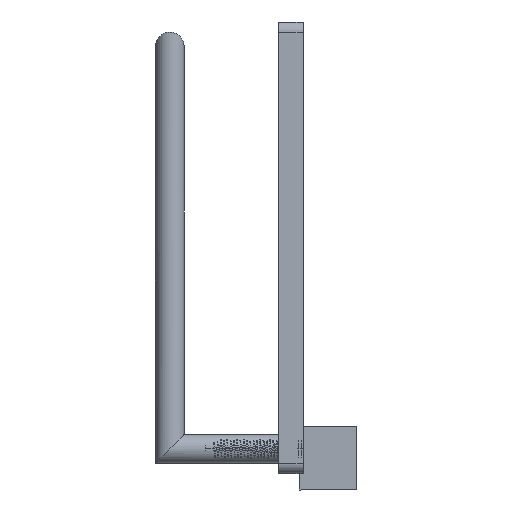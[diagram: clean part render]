
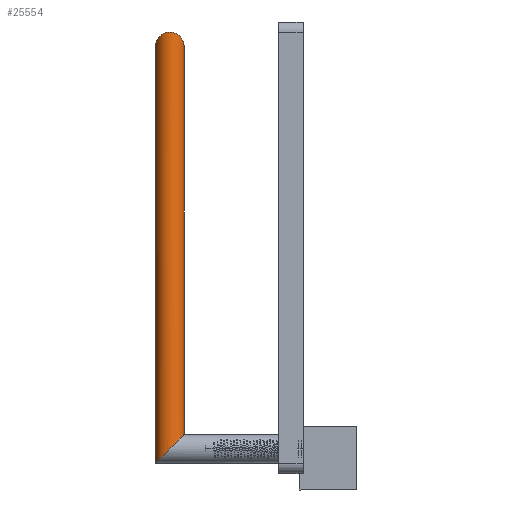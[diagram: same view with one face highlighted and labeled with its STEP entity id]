
A CAD part, left-side view. The second image highlights one B-rep face of the part: STEP entity #25554.
In plain terms, the highlighted cylindrical face has radius 3.505 mm (diameter 7.01 mm), a partial arc.
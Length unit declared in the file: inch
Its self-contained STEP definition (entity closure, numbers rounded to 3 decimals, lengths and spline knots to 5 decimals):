
#1924=DIRECTION('',(0.,0.,1.));
#1925=VECTOR('',#1924,3.721);
#1926=CARTESIAN_POINT('',(-4.714,1.43683,0.532));
#1927=LINE('',#1926,#1925);
#1954=CARTESIAN_POINT('',(-4.714,1.71283,0.256));
#1955=CARTESIAN_POINT('',(-4.71663,1.71283,0.256));
#1956=CARTESIAN_POINT('',(-4.72191,1.71267,
0.25615));
#1957=CARTESIAN_POINT('',(-4.72982,1.71199,
0.25683));
#1958=CARTESIAN_POINT('',(-4.73773,1.71085,
0.25798));
#1959=CARTESIAN_POINT('',(-4.74567,1.70923,
0.2596));
#1960=CARTESIAN_POINT('',(-4.75362,1.7071,
0.26172));
#1961=CARTESIAN_POINT('',(-4.76161,1.70445,
0.26438));
#1962=CARTESIAN_POINT('',(-4.7696,1.70123,
0.2676));
#1963=CARTESIAN_POINT('',(-4.77751,1.69745,
0.27138));
#1964=CARTESIAN_POINT('',(-4.78538,1.69305,
0.27577));
#1965=CARTESIAN_POINT('',(-4.79315,1.688,
0.28083));
#1966=CARTESIAN_POINT('',(-4.80077,1.68228,
0.28655));
#1967=CARTESIAN_POINT('',(-4.8082,1.67584,
0.29299));
#1968=CARTESIAN_POINT('',(-4.81537,1.66866,
0.30017));
#1969=CARTESIAN_POINT('',(-4.82217,1.66074,
0.30809));
#1970=CARTESIAN_POINT('',(-4.82854,1.65206,
0.31677));
#1971=CARTESIAN_POINT('',(-4.83435,1.64266,
0.32617));
#1972=CARTESIAN_POINT('',(-4.83951,1.63257,
0.33626));
#1973=CARTESIAN_POINT('',(-4.84392,1.62185,
0.34697));
#1974=CARTESIAN_POINT('',(-4.84746,1.6106,
0.35823));
#1975=CARTESIAN_POINT('',(-4.85006,1.59892,
0.36991));
#1976=CARTESIAN_POINT('',(-4.85164,1.58695,
0.38188));
#1977=CARTESIAN_POINT('',(-4.852,1.57888,
0.38995));
#1978=CARTESIAN_POINT('',(-4.852,1.57483,0.394));
#1980=DIRECTION('',(0.,0.,1.));
#1981=VECTOR('',#1980,3.997);
#1982=CARTESIAN_POINT('',(-4.714,1.71283,0.256));
#1983=LINE('',#1982,#1981);
#1984=CARTESIAN_POINT('',(-4.852,1.57483,0.394));
#1985=CARTESIAN_POINT('',(-4.852,1.57077,
0.39805));
#1986=CARTESIAN_POINT('',(-4.85164,1.56271,
0.40612));
#1987=CARTESIAN_POINT('',(-4.85006,1.55073,
0.41809));
#1988=CARTESIAN_POINT('',(-4.84746,1.53905,
0.42977));
#1989=CARTESIAN_POINT('',(-4.84392,1.5278,
0.44103));
#1990=CARTESIAN_POINT('',(-4.83951,1.51709,
0.45174));
#1991=CARTESIAN_POINT('',(-4.83435,1.50699,
0.46183));
#1992=CARTESIAN_POINT('',(-4.82854,1.49759,
0.47123));
#1993=CARTESIAN_POINT('',(-4.82217,1.48892,
0.47991));
#1994=CARTESIAN_POINT('',(-4.81537,1.48099,
0.48783));
#1995=CARTESIAN_POINT('',(-4.8082,1.47382,
0.49501));
#1996=CARTESIAN_POINT('',(-4.80077,1.46737,
0.50145));
#1997=CARTESIAN_POINT('',(-4.79315,1.46165,
0.50717));
#1998=CARTESIAN_POINT('',(-4.78538,1.4566,
0.51223));
#1999=CARTESIAN_POINT('',(-4.77751,1.4522,
0.51662));
#2000=CARTESIAN_POINT('',(-4.7696,1.44842,
0.5204));
#2001=CARTESIAN_POINT('',(-4.76161,1.4452,
0.52362));
#2002=CARTESIAN_POINT('',(-4.75362,1.44255,
0.52628));
#2003=CARTESIAN_POINT('',(-4.74567,1.44043,
0.5284));
#2004=CARTESIAN_POINT('',(-4.73773,1.4388,
0.53002));
#2005=CARTESIAN_POINT('',(-4.72982,1.43766,
0.53117));
#2006=CARTESIAN_POINT('',(-4.72191,1.43698,
0.53185));
#2007=CARTESIAN_POINT('',(-4.71663,1.43683,0.532));
#2008=CARTESIAN_POINT('',(-4.714,1.43683,0.532));
#2010=CARTESIAN_POINT('',(-4.714,1.71283,4.253));
#2011=CARTESIAN_POINT('',(-4.71814,1.71283,4.25714));
#2012=CARTESIAN_POINT('',(-4.72639,1.71245,4.26539));
#2013=CARTESIAN_POINT('',(-4.73861,1.7108,4.27761));
#2014=CARTESIAN_POINT('',(-4.75054,1.70809,4.28954));
#2015=CARTESIAN_POINT('',(-4.76199,1.70439,4.30099));
#2016=CARTESIAN_POINT('',(-4.77289,1.69981,4.31189));
#2017=CARTESIAN_POINT('',(-4.78312,1.69445,4.32212));
#2018=CARTESIAN_POINT('',(-4.79263,1.68842,4.33163));
#2019=CARTESIAN_POINT('',(-4.80136,1.68183,4.34036));
#2020=CARTESIAN_POINT('',(-4.80932,1.67479,4.34832));
#2021=CARTESIAN_POINT('',(-4.81649,1.66742,4.35549));
#2022=CARTESIAN_POINT('',(-4.82291,1.65976,4.36191));
#2023=CARTESIAN_POINT('',(-4.82858,1.65193,4.36758));
#2024=CARTESIAN_POINT('',(-4.83355,1.64397,4.37255));
#2025=CARTESIAN_POINT('',(-4.83786,1.6359,4.37686));
#2026=CARTESIAN_POINT('',(-4.84154,1.62778,4.38054));
#2027=CARTESIAN_POINT('',(-4.84462,1.61964,4.38362));
#2028=CARTESIAN_POINT('',(-4.84715,1.61143,4.38615));
#2029=CARTESIAN_POINT('',(-4.84913,1.60322,4.38813));
#2030=CARTESIAN_POINT('',(-4.85059,1.59505,4.38959));
#2031=CARTESIAN_POINT('',(-4.85155,1.58695,4.39055));
#2032=CARTESIAN_POINT('',(-4.85202,1.57886,4.39102));
#2033=CARTESIAN_POINT('',(-4.85202,1.5708,4.39102));
#2034=CARTESIAN_POINT('',(-4.85155,1.5627,4.39055));
#2035=CARTESIAN_POINT('',(-4.85059,1.55461,4.38959));
#2036=CARTESIAN_POINT('',(-4.84913,1.54643,4.38813));
#2037=CARTESIAN_POINT('',(-4.84715,1.53822,4.38615));
#2038=CARTESIAN_POINT('',(-4.84462,1.53001,4.38362));
#2039=CARTESIAN_POINT('',(-4.84154,1.52187,4.38054));
#2040=CARTESIAN_POINT('',(-4.83786,1.51375,4.37686));
#2041=CARTESIAN_POINT('',(-4.83355,1.50568,4.37255));
#2042=CARTESIAN_POINT('',(-4.82858,1.49772,4.36758));
#2043=CARTESIAN_POINT('',(-4.82291,1.48989,4.36191));
#2044=CARTESIAN_POINT('',(-4.81649,1.48223,4.35549));
#2045=CARTESIAN_POINT('',(-4.80932,1.47486,4.34832));
#2046=CARTESIAN_POINT('',(-4.80136,1.46782,4.34036));
#2047=CARTESIAN_POINT('',(-4.79263,1.46123,4.33163));
#2048=CARTESIAN_POINT('',(-4.78312,1.4552,4.32212));
#2049=CARTESIAN_POINT('',(-4.77289,1.44984,4.31189));
#2050=CARTESIAN_POINT('',(-4.76199,1.44526,4.30099));
#2051=CARTESIAN_POINT('',(-4.75054,1.44157,4.28954));
#2052=CARTESIAN_POINT('',(-4.73861,1.43885,4.27761));
#2053=CARTESIAN_POINT('',(-4.72639,1.4372,4.26539));
#2054=CARTESIAN_POINT('',(-4.71814,1.43683,4.25714));
#2055=CARTESIAN_POINT('',(-4.714,1.43683,4.253));
#22428=VERTEX_POINT('',#2010);
#22429=VERTEX_POINT('',#2055);
#22432=CARTESIAN_POINT('',(-4.714,1.71283,0.256));
#22433=VERTEX_POINT('',#22432);
#22434=CARTESIAN_POINT('',(-4.714,1.43683,0.532));
#22435=VERTEX_POINT('',#22434);
#22440=VERTEX_POINT('',#1978);
#25541=CARTESIAN_POINT('',(-4.714,1.57483,0.394));
#25542=DIRECTION('',(0.,0.,1.));
#25543=DIRECTION('',(0.,1.,0.));
#25544=AXIS2_PLACEMENT_3D('',#25541,#25542,#25543);
#25545=CYLINDRICAL_SURFACE('',#25544,0.138);
#25546=ORIENTED_EDGE('',*,*,#25501,.F.);
#25547=ORIENTED_EDGE('',*,*,#25535,.T.);
#25549=ORIENTED_EDGE('',*,*,#25548,.T.);
#25550=ORIENTED_EDGE('',*,*,#25531,.F.);
#25551=ORIENTED_EDGE('',*,*,#25503,.F.);
#25552=EDGE_LOOP('',(#25546,#25547,#25549,#25550,#25551));
#25553=FACE_OUTER_BOUND('',#25552,.F.);
#25554=ADVANCED_FACE('',(#25553),#25545,.T.);
#1979=B_SPLINE_CURVE_WITH_KNOTS('',3,(#1954,#1955,#1956,#1957,#1958,#1959,#1960,
#1961,#1962,#1963,#1964,#1965,#1966,#1967,#1968,#1969,#1970,#1971,#1972,#1973,
#1974,#1975,#1976,#1977,#1978),.UNSPECIFIED.,.F.,.F.,(4,1,1,1,1,1,1,1,1,1,1,1,1,
1,1,1,1,1,1,1,1,1,4),(0.,0.04545,0.09091,
0.13636,0.18182,0.22727,0.27273,
0.31818,0.36364,0.40909,0.45455,0.5,
0.54545,0.59091,0.63636,0.68182,
0.72727,0.77273,0.81818,0.86364,
0.90909,0.95455,1.),.UNSPECIFIED.);
#2009=B_SPLINE_CURVE_WITH_KNOTS('',3,(#1984,#1985,#1986,#1987,#1988,#1989,#1990,
#1991,#1992,#1993,#1994,#1995,#1996,#1997,#1998,#1999,#2000,#2001,#2002,#2003,
#2004,#2005,#2006,#2007,#2008),.UNSPECIFIED.,.F.,.F.,(4,1,1,1,1,1,1,1,1,1,1,1,1,
1,1,1,1,1,1,1,1,1,4),(0.,0.04545,0.09091,
0.13636,0.18182,0.22727,0.27273,
0.31818,0.36364,0.40909,0.45455,0.5,
0.54545,0.59091,0.63636,0.68182,
0.72727,0.77273,0.81818,0.86364,
0.90909,0.95455,1.),.UNSPECIFIED.);
#2056=B_SPLINE_CURVE_WITH_KNOTS('',3,(#2010,#2011,#2012,#2013,#2014,#2015,#2016,
#2017,#2018,#2019,#2020,#2021,#2022,#2023,#2024,#2025,#2026,#2027,#2028,#2029,
#2030,#2031,#2032,#2033,#2034,#2035,#2036,#2037,#2038,#2039,#2040,#2041,#2042,
#2043,#2044,#2045,#2046,#2047,#2048,#2049,#2050,#2051,#2052,#2053,#2054,#2055),
.UNSPECIFIED.,.F.,.F.,(4,1,1,1,1,1,1,1,1,1,1,1,1,1,1,1,1,1,1,1,1,1,1,1,1,1,1,1,
1,1,1,1,1,1,1,1,1,1,1,1,1,1,1,4),(0.,0.02326,0.04651,
0.06977,0.09302,0.11628,0.13953,
0.16279,0.18605,0.2093,0.23256,
0.25581,0.27907,0.30233,0.32558,
0.34884,0.37209,0.39535,0.4186,
0.44186,0.46512,0.48837,0.51163,
0.53488,0.55814,0.5814,0.60465,
0.62791,0.65116,0.67442,0.69767,
0.72093,0.74419,0.76744,0.7907,
0.81395,0.83721,0.86047,0.88372,
0.90698,0.93023,0.95349,0.97674,1.),
.UNSPECIFIED.);
#25501=EDGE_CURVE('',#22433,#22440,#1979,.T.);
#25503=EDGE_CURVE('',#22440,#22435,#2009,.T.);
#25531=EDGE_CURVE('',#22435,#22429,#1927,.T.);
#25535=EDGE_CURVE('',#22433,#22428,#1983,.T.);
#25548=EDGE_CURVE('',#22428,#22429,#2056,.T.);
